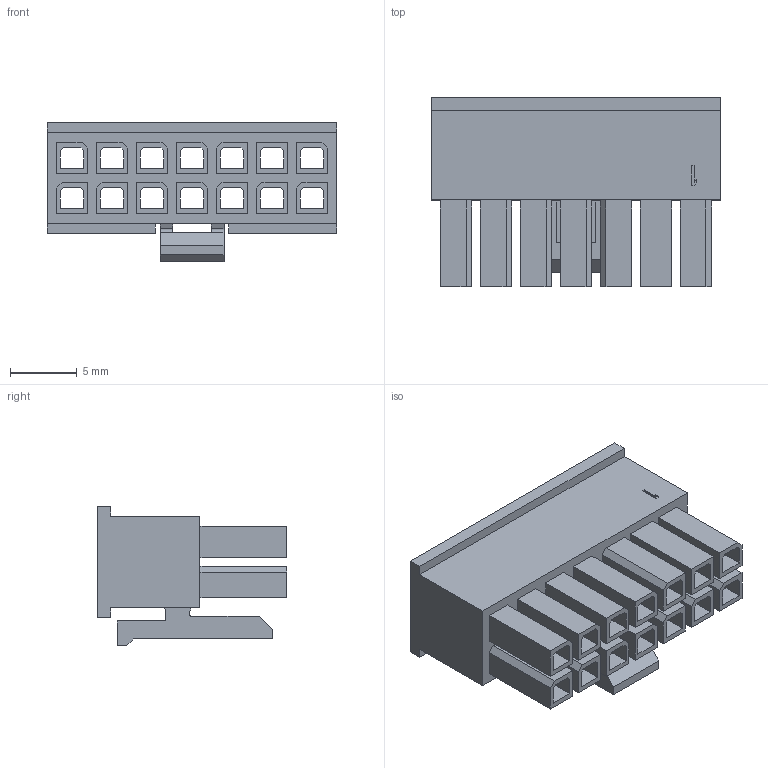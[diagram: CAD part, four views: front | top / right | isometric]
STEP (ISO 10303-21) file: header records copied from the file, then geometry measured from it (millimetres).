
FILE_DESCRIPTION((''),'2;1');
FILE_NAME('FHG30006-14P-CUST','2025-12-31T',('gongcheng6'),(''),'PRO/ENGINEER BY PARAMETRIC TECHNOLOGY CORPORATION, 2010280','PRO/ENGINEER BY PARAMETRIC TECHNOLOGY CORPORATION, 2010280','');
FILE_SCHEMA(('CONFIG_CONTROL_DESIGN'));
Length unit declared in the file: millimetre
Products named in the file (1): FHG30006-14P-CUST
Bounding box: 21.75 x 14.2 x 10.45 mm (x, y, z)
Volume: 850.5 mm3; surface area: 3376.4 mm2
Topology: 1 solids, 1 shells, 491 faces, 1398 edges, 932 vertices
Faces by surface type: plane 481, cylinder 10
Entity records: 15750 total; most frequent: CARTESIAN_POINT 2821, ORIENTED_EDGE 2796, DIRECTION 2400, EDGE_CURVE 1398, VECTOR 1378, LINE 1378, VERTEX_POINT 932, EDGE_LOOP 544
